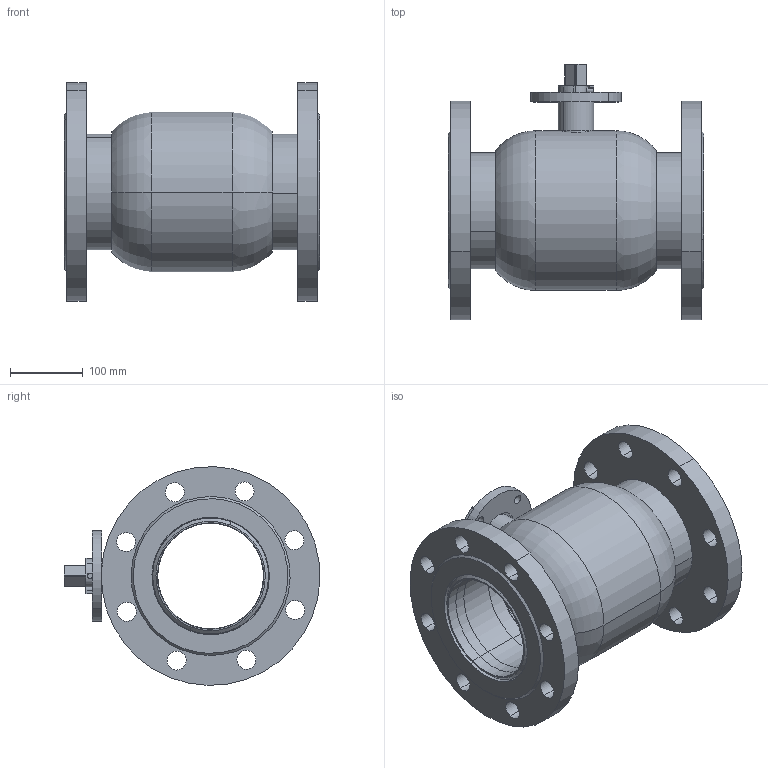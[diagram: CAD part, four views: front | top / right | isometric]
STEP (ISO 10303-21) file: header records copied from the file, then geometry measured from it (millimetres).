
FILE_DESCRIPTION (( 'STEP AP214' ), '1' );
FILE_NAME ('DN150法兰球阀PN25.STEP', '2024-03-31T05:35:12', ( '' ), ( '' ), 'SwSTEP 2.0', 'SolidWorks 2019', '' );
FILE_SCHEMA (( 'AUTOMOTIVE_DESIGN' ));
Length unit declared in the file: millimetre
Products named in the file (8): Q61F-150-4傻諉; Q61F-125-3概裝; 125-150攫; Q61F-150-1概极樓馱; Q61F-150-16詩种; 150楊擘2.5; Q61F-150-5粣杶; DN150楊擘⑩概PN25
Assembly tree (9 placements, depth 2):
  DN150楊擘⑩概PN25
    Q61F-150-1概极樓馱
    Q61F-150-5粣杶
    Q61F-150-4傻諉  x2
    Q61F-125-3概裝
    125-150攫
    Q61F-150-16詩种
    150楊擘2.5  x2
Bounding box: 350 x 350.92 x 299.84 mm (x, y, z)
Volume: 4476942.8 mm3; surface area: 872857.4 mm2
Topology: 9 solids, 9 shells, 207 faces, 487 edges, 312 vertices
Faces by surface type: cylinder 115, plane 58, cone 20, torus 14
Entity records: 5890 total; most frequent: CARTESIAN_POINT 1248, DIRECTION 927, ORIENTED_EDGE 766, AXIS2_PLACEMENT_3D 387, EDGE_CURVE 383, VERTEX_POINT 246, EDGE_LOOP 213, CIRCLE 212
